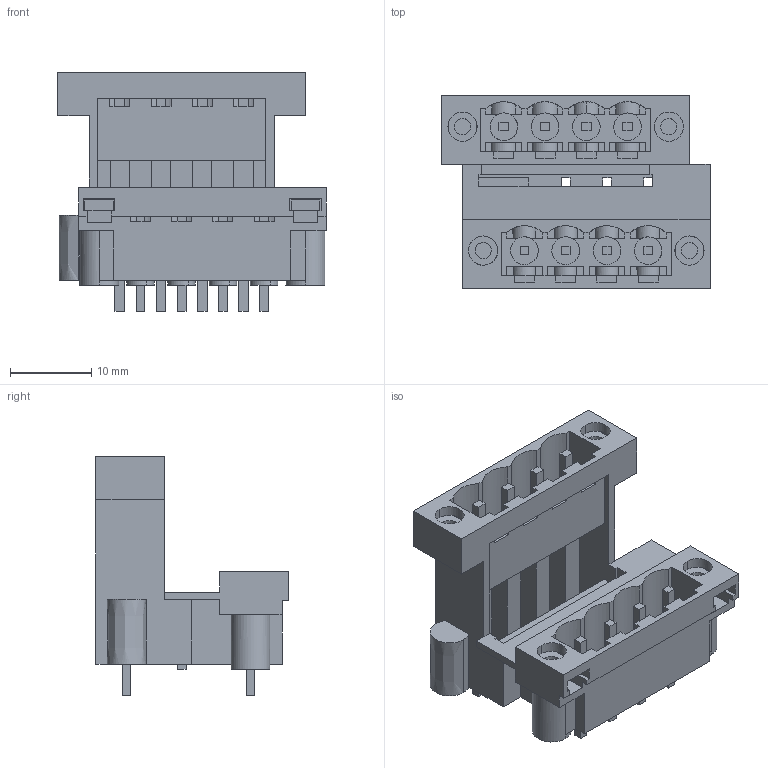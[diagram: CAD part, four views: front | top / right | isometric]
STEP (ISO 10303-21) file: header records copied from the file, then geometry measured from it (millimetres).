
FILE_DESCRIPTION(('CATIA V5 STEP Exchange','CAx-IF Rec.Pracs.--- Model Styling and Organization---1.2---2011-12-15'),'2;1');
FILE_NAME ('D1456910_0_1829030000_1829030000.stp','2018-04-19T13:09:05+00:00',('none'),('Weidmueller'),'CATIA Version 5-6 Release 2014','CATIA V5 STEP AP214','none');
FILE_SCHEMA(('AUTOMOTIVE_DESIGN { 1 0 10303 214 1 1 1 1 }'));
Length unit declared in the file: millimetre
Products named in the file (1): 1829030000
Bounding box: 33.02 x 23.67 x 29.36 mm (x, y, z)
Volume: 4702.9 mm3; surface area: 8766.8 mm2
Topology: 14 solids, 18 shells, 497 faces, 1491 edges, 1021 vertices
Faces by surface type: plane 407, cylinder 86, extrusion 4
Entity records: 16415 total; most frequent: CARTESIAN_POINT 3560, ORIENTED_EDGE 2982, DIRECTION 2093, EDGE_CURVE 1491, VECTOR 1209, LINE 1205, VERTEX_POINT 1021, EDGE_LOOP 548
